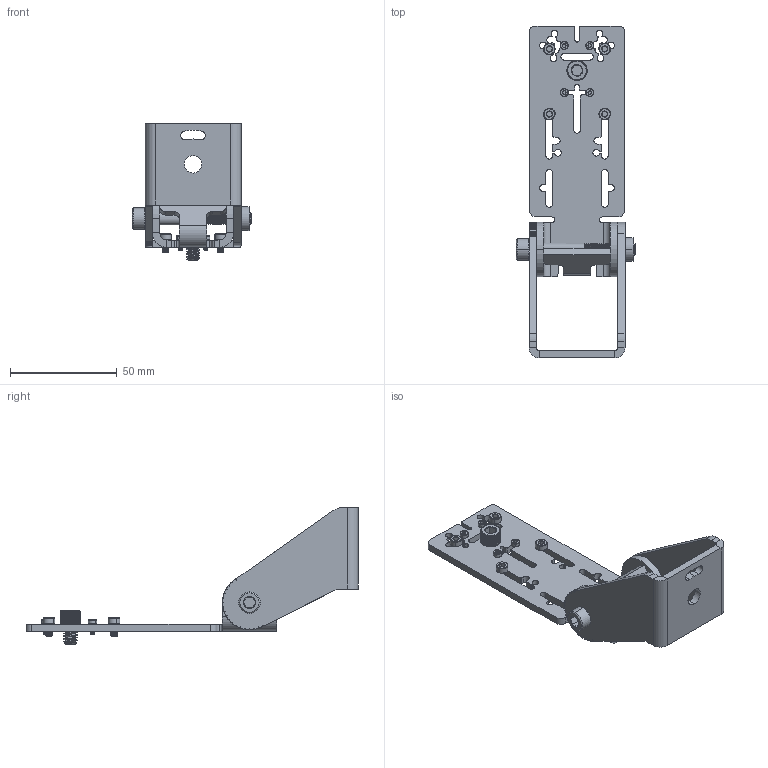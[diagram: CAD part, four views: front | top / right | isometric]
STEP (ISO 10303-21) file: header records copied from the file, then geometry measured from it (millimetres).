
FILE_DESCRIPTION (( 'STEP AP203' ), '1' );
FILE_NAME ('PTU-BY.STEP', '2021-10-15T15:52:09', ( '' ), ( '' ), 'SwSTEP 2.0', 'SolidWorks 2021', '' );
FILE_SCHEMA (( 'CONFIG_CONTROL_DESIGN' ));
Length unit declared in the file: inch
Products named in the file (9): PTU-BY; 200301; 91292A005_91292A005; 91292A111_91292A111; 200300_BOM; 91292A144_91292A144; 92196A535_92196A535; 200745; SP-M6-2
Assembly tree (14 placements, depth 3):
  PTU-BY
    200300_BOM
      200301
      SP-M6-2
    200745
    92196A535_92196A535
    91292A144_91292A144
    91292A005_91292A005  x4
    91292A111_91292A111  x4
Bounding box: 56 x 155.45 x 64.01 mm (x, y, z)
Volume: 40178.3 mm3; surface area: 30718.9 mm2
Topology: 13 solids, 13 shells, 1465 faces, 3893 edges, 2483 vertices
Faces by surface type: cylinder 822, plane 419, cone 203, bspline 21
Entity records: 40001 total; most frequent: CARTESIAN_POINT 14692, ORIENTED_EDGE 5380, DIRECTION 4887, EDGE_CURVE 2690, AXIS2_PLACEMENT_3D 1830, VERTEX_POINT 1715, VECTOR 1227, LINE 1227
